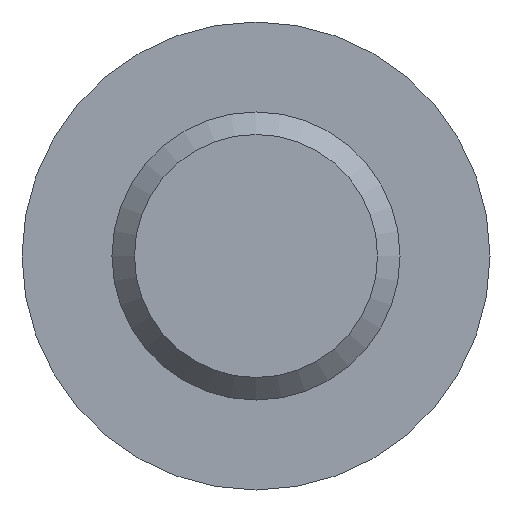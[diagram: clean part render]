
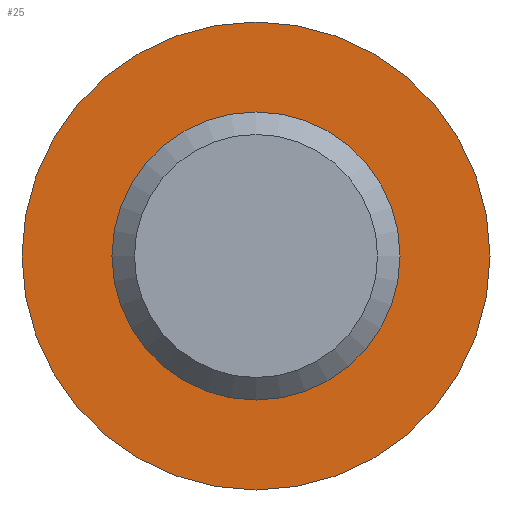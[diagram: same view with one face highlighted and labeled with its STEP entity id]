
A CAD part, front view. The second image highlights one B-rep face of the part: STEP entity #25.
In plain terms, the highlighted planar face has unit normal (0, -1, 0).
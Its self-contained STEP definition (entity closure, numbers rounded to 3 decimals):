
#13 = FACE_OUTER_BOUND ( 'NONE', #174, .T. ) ;
#22 = CARTESIAN_POINT ( 'NONE',  ( 0., 18., 0. ) ) ;
#25 = ADVANCED_FACE ( 'NONE', ( #383, #13 ), #91, .F. ) ;
#69 = CARTESIAN_POINT ( 'NONE',  ( 0., 18., -4. ) ) ;
#86 = DIRECTION ( 'NONE',  ( 0., 0., 1. ) ) ;
#89 = ORIENTED_EDGE ( 'NONE', *, *, #443, .T. ) ;
#91 = PLANE ( 'NONE',  #163 ) ;
#110 = VERTEX_POINT ( 'NONE', #69 ) ;
#111 = DIRECTION ( 'NONE',  ( 0., -1., 0. ) ) ;
#130 = DIRECTION ( 'NONE',  ( 0., 1., 0. ) ) ;
#146 = VERTEX_POINT ( 'NONE', #149 ) ;
#148 = CARTESIAN_POINT ( 'NONE',  ( 0., 18., 0. ) ) ;
#149 = CARTESIAN_POINT ( 'NONE',  ( 0., 18., -6.5 ) ) ;
#163 = AXIS2_PLACEMENT_3D ( 'NONE', #241, #130, #86 ) ;
#174 = EDGE_LOOP ( 'NONE', ( #89 ) ) ;
#216 = CIRCLE ( 'NONE', #314, 4. ) ;
#238 = DIRECTION ( 'NONE',  ( 0., 0., -1. ) ) ;
#239 = CIRCLE ( 'NONE', #405, 6.5 ) ;
#241 = CARTESIAN_POINT ( 'NONE',  ( -4., 18., 0. ) ) ;
#314 = AXIS2_PLACEMENT_3D ( 'NONE', #22, #111, #353 ) ;
#353 = DIRECTION ( 'NONE',  ( 0., 0., -1. ) ) ;
#383 = FACE_BOUND ( 'NONE', #487, .T. ) ;
#400 = ORIENTED_EDGE ( 'NONE', *, *, #426, .F. ) ;
#405 = AXIS2_PLACEMENT_3D ( 'NONE', #148, #431, #238 ) ;
#426 = EDGE_CURVE ( 'NONE', #110, #110, #216, .T. ) ;
#431 = DIRECTION ( 'NONE',  ( 0., -1., 0. ) ) ;
#443 = EDGE_CURVE ( 'NONE', #146, #146, #239, .T. ) ;
#487 = EDGE_LOOP ( 'NONE', ( #400 ) ) ;
